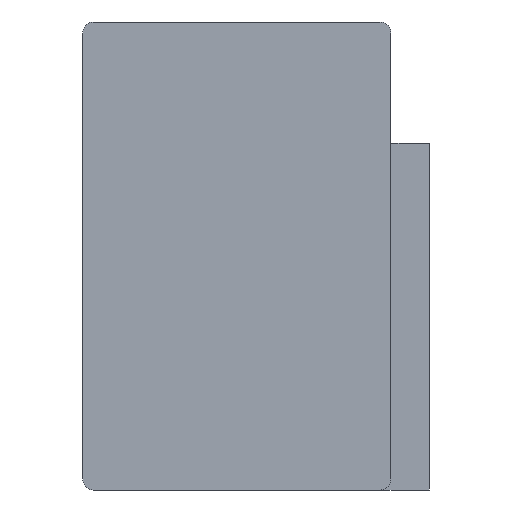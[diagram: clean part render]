
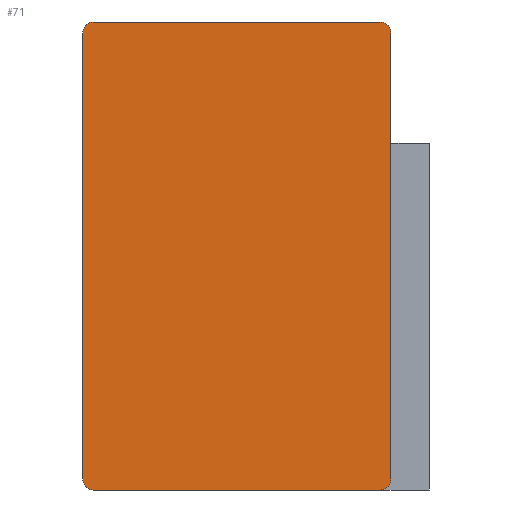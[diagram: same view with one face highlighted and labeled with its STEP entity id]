
A CAD part, front view. The second image highlights one B-rep face of the part: STEP entity #71.
In plain terms, the highlighted planar face has unit normal (0, -1, 0).
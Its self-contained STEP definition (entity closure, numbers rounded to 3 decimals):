
#71=ADVANCED_FACE('',(#200),#202,.F.);
#200=FACE_BOUND('',#201,.T.);
#201=EDGE_LOOP('',(#318,#319,#320,#321,#322,#323,#324,#325));
#202=PLANE('',#203);
#203=AXIS2_PLACEMENT_3D('',#204,#205,#206);
#204=CARTESIAN_POINT('',(0.,0.,0.));
#205=DIRECTION('',(0.,1.,0.));
#206=DIRECTION('',(0.,0.,-1.));
#318=ORIENTED_EDGE('',*,*,#382,.F.);
#319=ORIENTED_EDGE('',*,*,#390,.F.);
#320=ORIENTED_EDGE('',*,*,#366,.F.);
#321=ORIENTED_EDGE('',*,*,#360,.F.);
#322=ORIENTED_EDGE('',*,*,#357,.F.);
#323=ORIENTED_EDGE('',*,*,#354,.F.);
#324=ORIENTED_EDGE('',*,*,#351,.F.);
#325=ORIENTED_EDGE('',*,*,#364,.F.);
#351=EDGE_CURVE('',#422,#424,#425,.T.);
#354=EDGE_CURVE('',#424,#429,#430,.T.);
#357=EDGE_CURVE('',#429,#434,#435,.T.);
#360=EDGE_CURVE('',#434,#439,#440,.T.);
#364=EDGE_CURVE('',#444,#422,#446,.T.);
#366=EDGE_CURVE('',#439,#449,#450,.T.);
#382=EDGE_CURVE('',#474,#444,#476,.T.);
#390=EDGE_CURVE('',#449,#474,#485,.T.);
#422=VERTEX_POINT('',#548);
#424=VERTEX_POINT('',#552);
#425=LINE('',#553,#554);
#429=VERTEX_POINT('',#564);
#430=CIRCLE('',#565,2.);
#434=VERTEX_POINT('',#576);
#435=LINE('',#577,#578);
#439=VERTEX_POINT('',#588);
#440=CIRCLE('',#589,2.);
#444=VERTEX_POINT('',#601);
#446=CIRCLE('',#605,2.);
#449=VERTEX_POINT('',#613);
#450=LINE('',#614,#615);
#474=VERTEX_POINT('',#669);
#476=LINE('',#673,#674);
#485=CIRCLE('',#698,2.);
#548=CARTESIAN_POINT('',(-28.,0.,-40.5));
#552=CARTESIAN_POINT('',(-28.,0.,40.5));
#553=CARTESIAN_POINT('',(-28.,0.,-40.5));
#554=VECTOR('',#555,1.);
#555=DIRECTION('',(0.,0.,1.));
#564=CARTESIAN_POINT('',(-26.,0.,42.5));
#565=AXIS2_PLACEMENT_3D('',#566,#567,#568);
#566=CARTESIAN_POINT('',(-26.,0.,40.5));
#567=DIRECTION('',(0.,1.,0.));
#568=DIRECTION('',(-1.,0.,0.));
#576=CARTESIAN_POINT('',(26.,0.,42.5));
#577=CARTESIAN_POINT('',(-26.,0.,42.5));
#578=VECTOR('',#579,1.);
#579=DIRECTION('',(1.,0.,0.));
#588=CARTESIAN_POINT('',(28.,0.,40.5));
#589=AXIS2_PLACEMENT_3D('',#590,#591,#592);
#590=CARTESIAN_POINT('',(26.,0.,40.5));
#591=DIRECTION('',(0.,1.,0.));
#592=DIRECTION('',(0.,0.,1.));
#601=CARTESIAN_POINT('',(-26.,0.,-42.5));
#605=AXIS2_PLACEMENT_3D('',#606,#607,#608);
#606=CARTESIAN_POINT('',(-26.,0.,-40.5));
#607=DIRECTION('',(0.,1.,0.));
#608=DIRECTION('',(0.,0.,-1.));
#613=CARTESIAN_POINT('',(28.,0.,-40.5));
#614=CARTESIAN_POINT('',(28.,0.,40.5));
#615=VECTOR('',#616,1.);
#616=DIRECTION('',(0.,0.,-1.));
#669=CARTESIAN_POINT('',(26.,0.,-42.5));
#673=CARTESIAN_POINT('',(26.,0.,-42.5));
#674=VECTOR('',#675,1.);
#675=DIRECTION('',(-1.,0.,0.));
#698=AXIS2_PLACEMENT_3D('',#699,#700,#701);
#699=CARTESIAN_POINT('',(26.,0.,-40.5));
#700=DIRECTION('',(0.,1.,0.));
#701=DIRECTION('',(1.,0.,0.));
